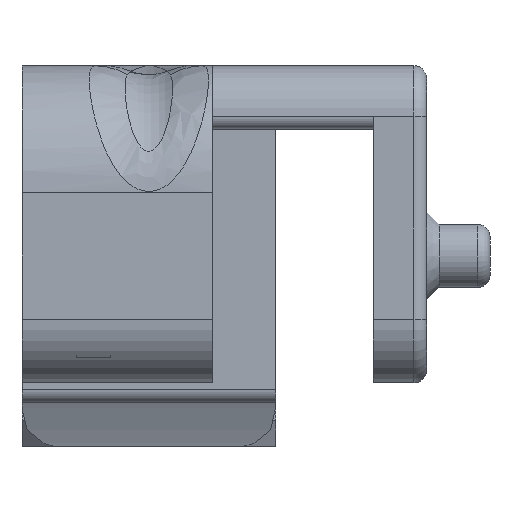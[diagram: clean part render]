
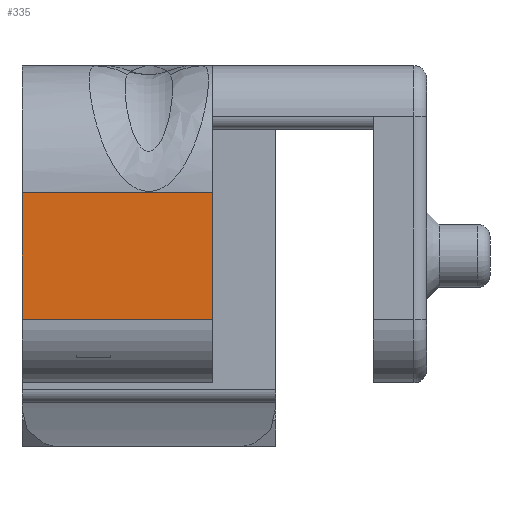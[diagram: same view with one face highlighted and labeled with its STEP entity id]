
A CAD part, left-side view. The second image highlights one B-rep face of the part: STEP entity #335.
In plain terms, the highlighted planar face has unit normal (-1, 0, 0).
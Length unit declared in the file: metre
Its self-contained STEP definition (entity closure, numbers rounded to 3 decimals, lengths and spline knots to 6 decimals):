
#335 = ADVANCED_FACE( '', ( #764 ), #765, .T. );
#764 = FACE_OUTER_BOUND( '', #1478, .T. );
#765 = PLANE( '', #1479 );
#1478 = EDGE_LOOP( '', ( #2476, #2477, #2478, #2479 ) );
#1479 = AXIS2_PLACEMENT_3D( '', #2480, #2481, #2482 );
#2476 = ORIENTED_EDGE( '', *, *, #3642, .T. );
#2477 = ORIENTED_EDGE( '', *, *, #3580, .T. );
#2478 = ORIENTED_EDGE( '', *, *, #3397, .F. );
#2479 = ORIENTED_EDGE( '', *, *, #3615, .F. );
#2480 = CARTESIAN_POINT( '', ( 0.129537, -0.490814, 0.23 ) );
#2481 = DIRECTION( '', ( -1., 0., 0. ) );
#2482 = DIRECTION( '', ( 0., 0., 1. ) );
#3397 = EDGE_CURVE( '', #4103, #4105, #4106, .T. );
#3580 = EDGE_CURVE( '', #4397, #4105, #4398, .T. );
#3615 = EDGE_CURVE( '', #4445, #4103, #4447, .T. );
#3642 = EDGE_CURVE( '', #4445, #4397, #4484, .T. );
#4103 = VERTEX_POINT( '', #5256 );
#4105 = VERTEX_POINT( '', #5258 );
#4106 = LINE( '', #5259, #5260 );
#4397 = VERTEX_POINT( '', #5942 );
#4398 = LINE( '', #5943, #5944 );
#4445 = VERTEX_POINT( '', #6109 );
#4447 = LINE( '', #6111, #6112 );
#4484 = LINE( '', #6182, #6183 );
#5256 = CARTESIAN_POINT( '', ( 0.129537, -0.470814, 0.23 ) );
#5258 = CARTESIAN_POINT( '', ( 0.129537, -0.470814, 0.24 ) );
#5259 = CARTESIAN_POINT( '', ( 0.129537, -0.470814, 0.23 ) );
#5260 = VECTOR( '', #6904, 1. );
#5942 = CARTESIAN_POINT( '', ( 0.129537, -0.485814, 0.24 ) );
#5943 = CARTESIAN_POINT( '', ( 0.129537, -0.490814, 0.24 ) );
#5944 = VECTOR( '', #7158, 1. );
#6109 = CARTESIAN_POINT( '', ( 0.129537, -0.485814, 0.23 ) );
#6111 = CARTESIAN_POINT( '', ( 0.129537, -0.490814, 0.23 ) );
#6112 = VECTOR( '', #7188, 1. );
#6182 = CARTESIAN_POINT( '', ( 0.129537, -0.485814, 0.23375 ) );
#6183 = VECTOR( '', #7217, 1. );
#6904 = DIRECTION( '', ( 0., 0., 1. ) );
#7158 = DIRECTION( '', ( 0., 1., 0. ) );
#7188 = DIRECTION( '', ( 0., 1., 0. ) );
#7217 = DIRECTION( '', ( 0., 0., 1. ) );
